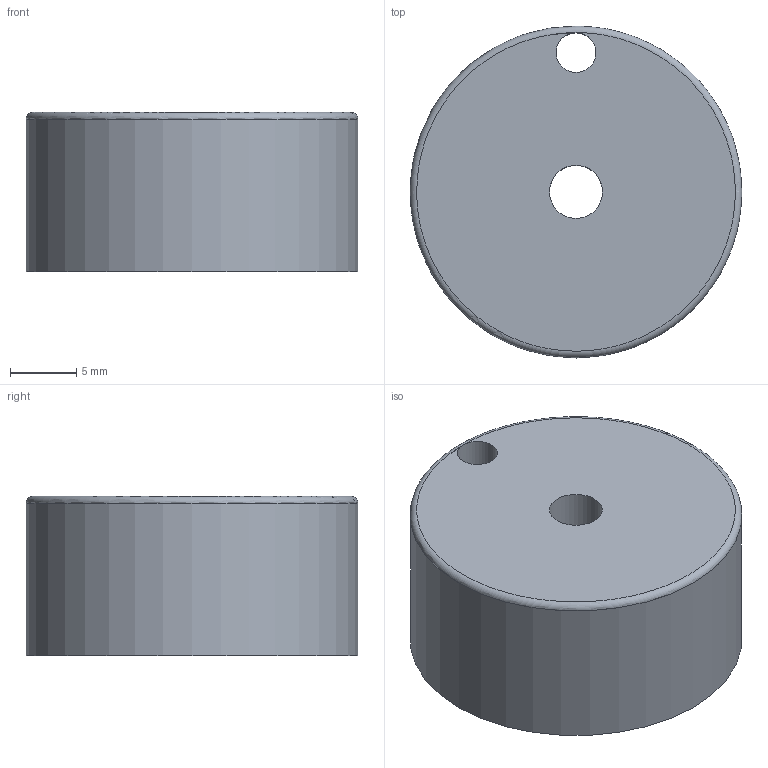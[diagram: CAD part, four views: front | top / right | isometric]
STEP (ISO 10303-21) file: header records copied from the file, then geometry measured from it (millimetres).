
FILE_DESCRIPTION(/* description */ (''),/* implementation_level */ '2;1');
FILE_NAME(/* name */ 'crank_wheel.stp',/* time_stamp */ '2022-05-04T14:42:50-03:00',/* author */ ('19710060'),/* organization */ (''),/* preprocessor_version */ 'ST-DEVELOPER v18.1',/* originating_system */ 'Autodesk Inventor 2022',/* authorisation */ '');
FILE_SCHEMA (('AUTOMOTIVE_DESIGN { 1 0 10303 214 3 1 1 }'));
Length unit declared in the file: millimetre
Products named in the file (1): crank_wheel
Bounding box: 25 x 25 x 12 mm (x, y, z)
Volume: 5650.7 mm3; surface area: 2131.9 mm2
Topology: 1 solids, 1 shells, 6 faces, 13 edges, 9 vertices
Faces by surface type: cylinder 3, plane 2, torus 1
Full cylindrical faces by diameter (mm): 3 x1, 4 x1, 25 x1
Entity records: 233 total; most frequent: DIRECTION 37, CARTESIAN_POINT 29, ORIENTED_EDGE 26, AXIS2_PLACEMENT_3D 17, EDGE_CURVE 13, CIRCLE 10, EDGE_LOOP 9, VERTEX_POINT 8
